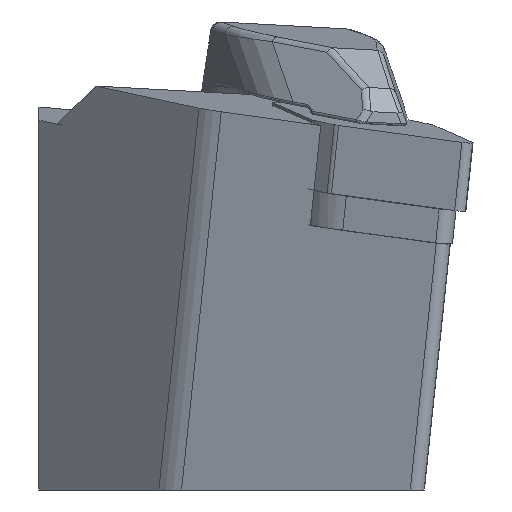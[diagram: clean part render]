
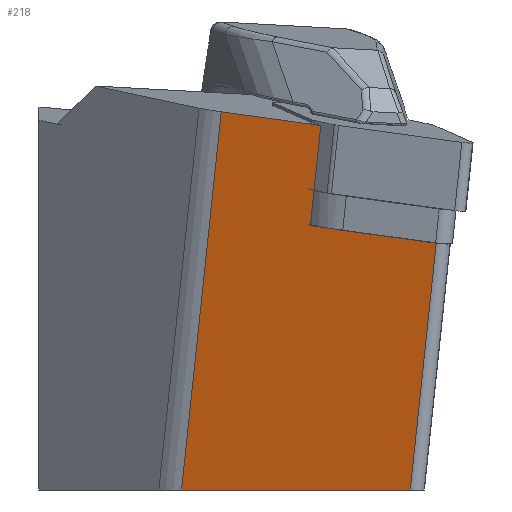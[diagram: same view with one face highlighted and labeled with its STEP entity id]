
A CAD part, left-side view. The second image highlights one B-rep face of the part: STEP entity #218.
In plain terms, the highlighted planar face has unit normal (-0.951, 0.3, -0.069).
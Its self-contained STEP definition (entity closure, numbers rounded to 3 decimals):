
#218=ADVANCED_FACE('',(#413),#352,.F.);
#352=PLANE('',#2350);
#413=FACE_OUTER_BOUND('',#543,.T.);
#543=EDGE_LOOP('',(#1111,#1112,#1113,#1114,#1115,#1116,#1117));
#677=LINE('',#3276,#862);
#684=LINE('',#3295,#869);
#715=LINE('',#3385,#900);
#716=LINE('',#3387,#901);
#717=LINE('',#3388,#902);
#718=LINE('',#3390,#903);
#719=LINE('',#3392,#904);
#862=VECTOR('',#2590,1.);
#869=VECTOR('',#2603,1.);
#900=VECTOR('',#2668,1.);
#901=VECTOR('',#2669,1.);
#902=VECTOR('',#2670,1.);
#903=VECTOR('',#2671,1.);
#904=VECTOR('',#2672,1.);
#1111=ORIENTED_EDGE('',*,*,#1972,.T.);
#1112=ORIENTED_EDGE('',*,*,#1923,.T.);
#1113=ORIENTED_EDGE('',*,*,#1973,.T.);
#1114=ORIENTED_EDGE('',*,*,#1932,.F.);
#1115=ORIENTED_EDGE('',*,*,#1974,.F.);
#1116=ORIENTED_EDGE('',*,*,#1975,.F.);
#1117=ORIENTED_EDGE('',*,*,#1976,.T.);
#1715=VERTEX_POINT('',#3273);
#1716=VERTEX_POINT('',#3275);
#1717=VERTEX_POINT('',#3279);
#1725=VERTEX_POINT('',#3294);
#1754=VERTEX_POINT('',#3386);
#1755=VERTEX_POINT('',#3389);
#1756=VERTEX_POINT('',#3391);
#1923=EDGE_CURVE('',#1715,#1716,#677,.T.);
#1932=EDGE_CURVE('',#1725,#1717,#684,.T.);
#1972=EDGE_CURVE('',#1754,#1715,#715,.T.);
#1973=EDGE_CURVE('',#1716,#1717,#716,.T.);
#1974=EDGE_CURVE('',#1755,#1725,#717,.T.);
#1975=EDGE_CURVE('',#1756,#1755,#718,.T.);
#1976=EDGE_CURVE('',#1756,#1754,#719,.T.);
#2350=AXIS2_PLACEMENT_3D('',#3393,#2673,#2674);
#2590=DIRECTION('',(0.29,0.948,0.13));
#2603=DIRECTION('',(-0.29,-0.948,-0.13));
#2668=DIRECTION('',(0.29,0.948,0.13));
#2669=DIRECTION('',(-0.105,-0.104,0.989));
#2670=DIRECTION('',(-0.105,-0.104,0.989));
#2671=DIRECTION('',(0.301,0.954,0.));
#2672=DIRECTION('',(-0.105,-0.104,0.989));
#2673=DIRECTION('',(0.951,-0.3,0.069));
#2674=DIRECTION('',(0.301,0.954,0.));
#3273=CARTESIAN_POINT('',(5.188,-26.604,-7.864));
#3275=CARTESIAN_POINT('',(5.677,-25.003,-7.644));
#3276=CARTESIAN_POINT('',(2.132,-36.61,-9.238));
#3279=CARTESIAN_POINT('',(4.702,-25.973,1.584));
#3294=CARTESIAN_POINT('',(7.503,-16.803,2.844));
#3295=CARTESIAN_POINT('',(1.157,-37.58,-0.01));
#3385=CARTESIAN_POINT('',(2.132,-36.61,-9.238));
#3386=CARTESIAN_POINT('',(2.132,-36.61,-9.238));
#3387=CARTESIAN_POINT('',(4.632,-26.043,2.247));
#3388=CARTESIAN_POINT('',(11.642,-12.686,-36.323));
#3389=CARTESIAN_POINT('',(11.185,-13.141,-32.));
#3390=CARTESIAN_POINT('',(4.823,-33.314,-32.));
#3391=CARTESIAN_POINT('',(4.538,-34.218,-32.));
#3392=CARTESIAN_POINT('',(5.296,-33.463,-39.178));
#3393=CARTESIAN_POINT('',(5.296,-33.463,-39.178));
